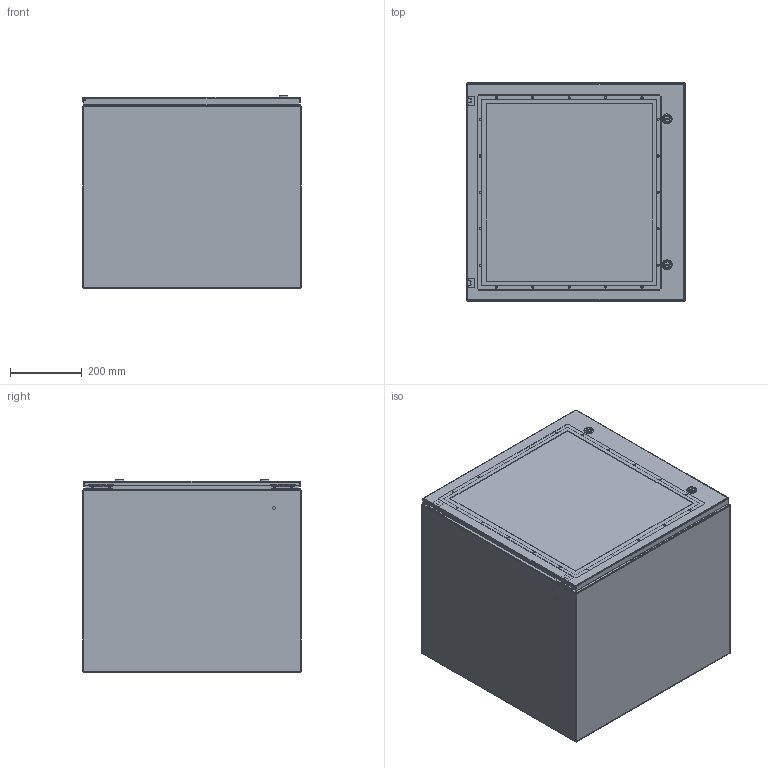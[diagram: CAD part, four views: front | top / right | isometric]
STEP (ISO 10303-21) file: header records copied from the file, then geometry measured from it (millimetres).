
FILE_DESCRIPTION((''),'2;1');
FILE_NAME('N412242420WSSC.iam.stp','2011-09-15T09:42:15',(''),(''),'Autodesk Inventor 2011','Autodesk Inventor 2011','');
FILE_SCHEMA(('AUTOMOTIVE_DESIGN { 1 0 10303 214 1 1 1 1 }'));
Length unit declared in the file: inch
Products named in the file (32): N412242420WSSC; N4122424WSSCLID; 36823; 36824; 35378; 388148; HFW388176; 35123; 1000-229_prt; 1000-u156_asm; 1000-102A-AA; 1000-02; 1000-23; 1000-u630_asm; 1000-318-PF; 1000-03-PG; 1000-24; 1000-277-01PI; N412242420WSSCBTB; N4122420WSSCRS; N4122420WSSCLS; 349117; 38846; HFW3161; HFW328176; 17376 PIN; 17380 SCREW; 17723 BOX LEAF; 17723-UTI BRACKET; 17910 SEALING WASHER; HFW328175; 388151
Assembly tree (79 placements, depth 4):
  N412242420WSSC
    N4122424WSSCLID
    36823  x2
    36824  x2
    35378
    388148  x19
    HFW388176
    35123  x2
      1000-229_prt
      1000-u156_asm
        1000-102A-AA
        1000-02
        1000-23
      1000-u630_asm
        1000-318-PF
        1000-03-PG
        1000-24
        1000-277-01PI
    N412242420WSSCBTB
    N4122420WSSCRS
    N4122420WSSCLS
    349117  x20
    38846
    HFW3161  x2
    HFW328176  x2
      17376 PIN
      17380 SCREW
      17723 BOX LEAF
      17723-UTI BRACKET
      17910 SEALING WASHER
    HFW328175  x2
    388151  x4
Bounding box: 609.6 x 609.6 x 535.3 mm (x, y, z)
Volume: 5252402.1 mm3; surface area: 4423658.9 mm2
Topology: 88 solids, 88 shells, 2378 faces, 5546 edges, 3375 vertices
Faces by surface type: plane 997, cylinder 668, cone 493, bspline 142, torus 78
Full cylindrical faces by diameter (mm): 2.362 x4, 3.175 x2, 3.317 x68, 3.861 x4, 3.962 x22, 4.166 x68, 4.25 x4, 4.366 x4, 4.572 x4, 4.762 x4, 4.826 x20, 5 x2, 5.5 x2, 6.35 x10, 6.414 x19, 6.502 x4, 6.985 x4, 7.144 x20, 7.62 x4, 8 x2, 8.128 x4, 8.56 x1, 9.144 x4, 9.9 x2, 10 x2, 10.2 x2, 11.113 x4, 12.8 x2, 13.5 x2, 14.3 x4
Entity records: 34541 total; most frequent: CARTESIAN_POINT 12222, DIRECTION 4373, ORIENTED_EDGE 4086, EDGE_CURVE 2043, AXIS2_PLACEMENT_3D 1598, VERTEX_POINT 1343, EDGE_LOOP 1202, VECTOR 1177
